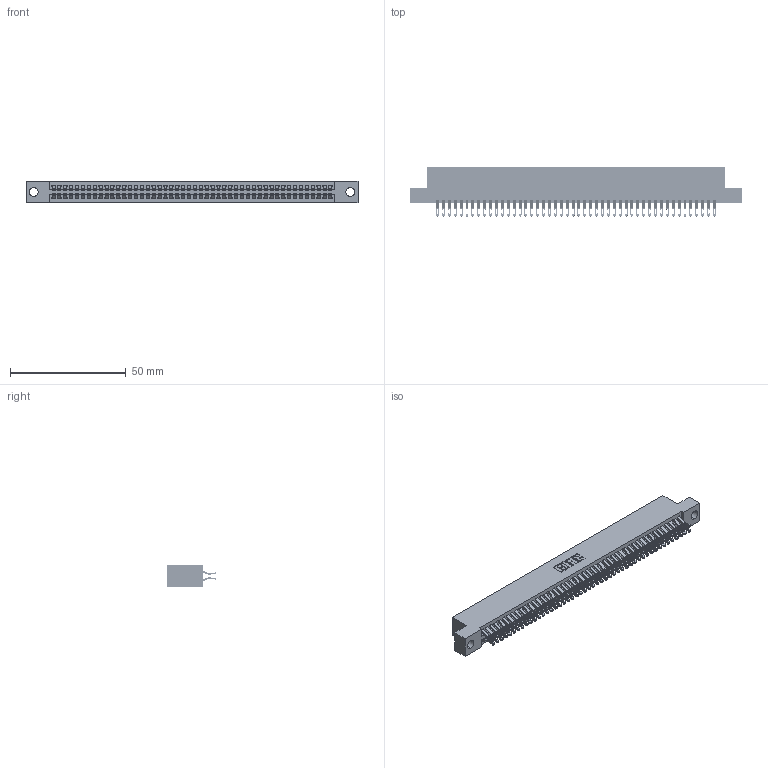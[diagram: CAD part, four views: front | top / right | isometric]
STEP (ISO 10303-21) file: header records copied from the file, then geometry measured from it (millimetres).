
FILE_DESCRIPTION (( 'STEP AP203' ), '1' );
FILE_NAME ('395-096-555-204.STEP', '2021-06-17T12:14:43', ( '' ), ( '' ), 'SwSTEP 2.0', 'SolidWorks 2020', '' );
FILE_SCHEMA (( 'CONFIG_CONTROL_DESIGN' ));
Length unit declared in the file: inch
Products named in the file (3): 345-292-001_555 Tail; 345 Part_Flush Mounting Lugs - 0.156 Dia-TI; 395-096-555-204
Assembly tree (97 placements, depth 2):
  395-096-555-204
    345 Part_Flush Mounting Lugs - 0.156 Dia-TI
    345-292-001_555 Tail  x96
Bounding box: 143.13 x 21.13 x 9.4 mm (x, y, z)
Volume: 14131.9 mm3; surface area: 21825.6 mm2
Topology: 97 solids, 97 shells, 5516 faces, 17369 edges, 11578 vertices
Faces by surface type: plane 3070, cylinder 2446
Entity records: 37599 total; most frequent: CARTESIAN_POINT 6336, ORIENTED_EDGE 6238, DIRECTION 5547, EDGE_CURVE 3119, VECTOR 2775, LINE 2775, VERTEX_POINT 2078, AXIS2_PLACEMENT_3D 1386
